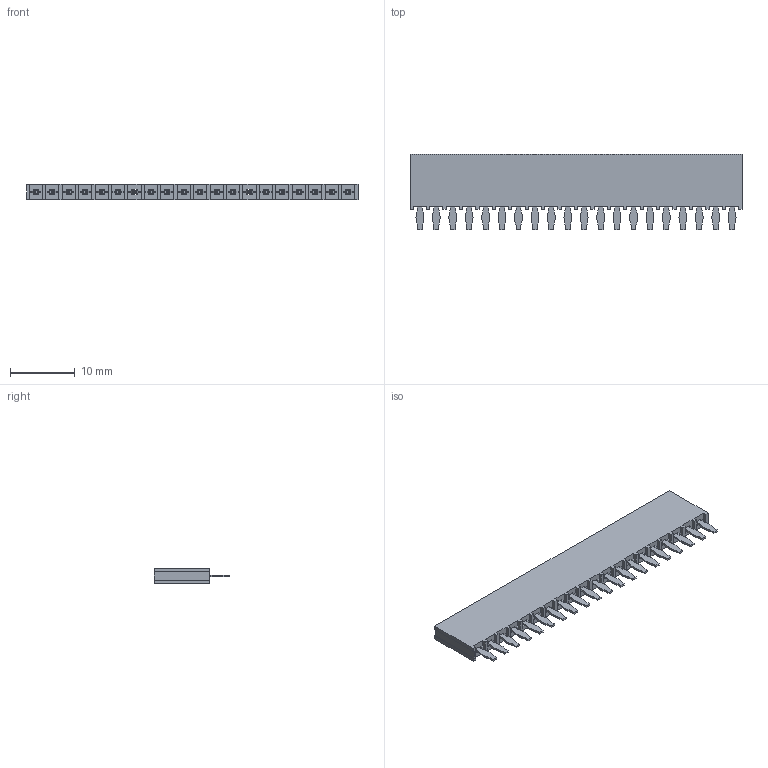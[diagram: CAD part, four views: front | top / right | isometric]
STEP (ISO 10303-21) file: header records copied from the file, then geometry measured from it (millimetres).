
FILE_DESCRIPTION(/* description */ ('STEP AP214'),/* implementation_level */ '2;1');
FILE_NAME(/* name */ 'PHF-120-01-L-S',/* time_stamp */ '2025-10-18T19:14:14+02:00',/* author */ ('License CC BY-ND 4.0'),/* organization */ ('CADENAS'),/* preprocessor_version */ 'ST-DEVELOPER v19.3',/* originating_system */ 'PARTsolutions',/* authorisation */ ' ');
FILE_SCHEMA (('AUTOMOTIVE_DESIGN {1 0 10303 214 3 1 1}'));
Length unit declared in the file: inch
Products named in the file (3): PHF-120-01-L-S; PHF120-01-L-S_terminal; PHF120-01-L-S_pins
Assembly tree (2 placements, depth 2):
  PHF-120-01-L-S
    PHF120-01-L-S_terminal
    PHF120-01-L-S_pins
Bounding box: 51.31 x 11.63 x 2.41 mm (x, y, z)
Volume: 972.6 mm3; surface area: 2328.7 mm2
Topology: 2 solids, 2 shells, 752 faces, 2136 edges, 1424 vertices
Faces by surface type: plane 712, cylinder 40
Entity records: 24138 total; most frequent: CARTESIAN_POINT 4315, ORIENTED_EDGE 4272, DIRECTION 3726, EDGE_CURVE 2136, LINE 2056, VECTOR 2056, VERTEX_POINT 1424, AXIS2_PLACEMENT_3D 835
